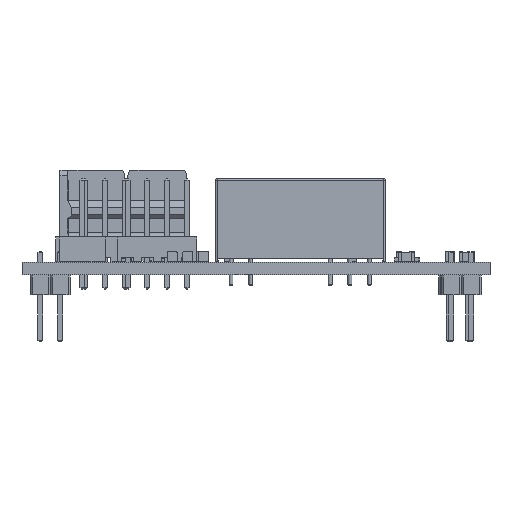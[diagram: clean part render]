
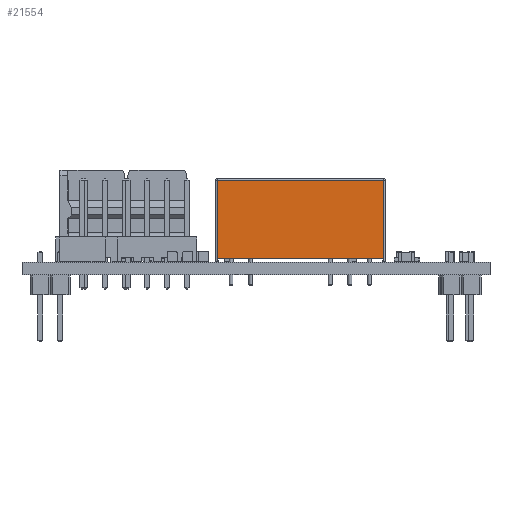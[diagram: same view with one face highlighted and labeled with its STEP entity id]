
A CAD part, front view. The second image highlights one B-rep face of the part: STEP entity #21554.
In plain terms, the highlighted face is planar.
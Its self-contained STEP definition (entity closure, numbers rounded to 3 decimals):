
#21176 = PLANE('',#21177);
#21177 = AXIS2_PLACEMENT_3D('',#21178,#21179,#21180);
#21178 = CARTESIAN_POINT('',(-0.9,-8.89,0.39));
#21179 = DIRECTION('',(0.,0.,-1.));
#21180 = DIRECTION('',(-1.,0.,0.));
#21246 = EDGE_CURVE('',#21247,#21249,#21251,.T.);
#21247 = VERTEX_POINT('',#21248);
#21248 = CARTESIAN_POINT('',(-6.,-19.435,0.39));
#21249 = VERTEX_POINT('',#21250);
#21250 = CARTESIAN_POINT('',(-6.,1.655,0.39));
#21251 = SURFACE_CURVE('',#21252,(#21256,#21263),.PCURVE_S1.);
#21252 = LINE('',#21253,#21254);
#21253 = CARTESIAN_POINT('',(-6.,-19.435,0.39));
#21254 = VECTOR('',#21255,1.);
#21255 = DIRECTION('',(0.,1.,0.));
#21256 = PCURVE('',#21176,#21257);
#21257 = DEFINITIONAL_REPRESENTATION('',(#21258),#21262);
#21258 = LINE('',#21259,#21260);
#21259 = CARTESIAN_POINT('',(5.1,-10.545));
#21260 = VECTOR('',#21261,1.);
#21261 = DIRECTION('',(0.,1.));
#21262 = ( GEOMETRIC_REPRESENTATION_CONTEXT(2) 
PARAMETRIC_REPRESENTATION_CONTEXT() REPRESENTATION_CONTEXT('2D SPACE',''
  ) );
#21263 = PCURVE('',#21264,#21269);
#21264 = PLANE('',#21265);
#21265 = AXIS2_PLACEMENT_3D('',#21266,#21267,#21268);
#21266 = CARTESIAN_POINT('',(-6.,-19.815,0.01));
#21267 = DIRECTION('',(-1.,0.,0.));
#21268 = DIRECTION('',(0.,1.,0.));
#21269 = DEFINITIONAL_REPRESENTATION('',(#21270),#21274);
#21270 = LINE('',#21271,#21272);
#21271 = CARTESIAN_POINT('',(0.38,-0.38));
#21272 = VECTOR('',#21273,1.);
#21273 = DIRECTION('',(1.,0.));
#21274 = ( GEOMETRIC_REPRESENTATION_CONTEXT(2) 
PARAMETRIC_REPRESENTATION_CONTEXT() REPRESENTATION_CONTEXT('2D SPACE',''
  ) );
#21292 = PLANE('',#21293);
#21293 = AXIS2_PLACEMENT_3D('',#21294,#21295,#21296);
#21294 = CARTESIAN_POINT('',(-6.,1.655,0.01));
#21295 = DIRECTION('',(0.,1.,0.));
#21296 = DIRECTION('',(1.,0.,0.));
#21346 = PLANE('',#21347);
#21347 = AXIS2_PLACEMENT_3D('',#21348,#21349,#21350);
#21348 = CARTESIAN_POINT('',(4.2,-19.435,0.01));
#21349 = DIRECTION('',(0.,-1.,0.));
#21350 = DIRECTION('',(-1.,0.,0.));
#21554 = ADVANCED_FACE('',(#21555),#21264,.T.);
#21555 = FACE_BOUND('',#21556,.T.);
#21556 = EDGE_LOOP('',(#21557,#21587,#21615,#21636,#21637,#21660,#21688,
    #21716));
#21557 = ORIENTED_EDGE('',*,*,#21558,.F.);
#21558 = EDGE_CURVE('',#21559,#21561,#21563,.T.);
#21559 = VERTEX_POINT('',#21560);
#21560 = CARTESIAN_POINT('',(-6.,1.785,0.01));
#21561 = VERTEX_POINT('',#21562);
#21562 = CARTESIAN_POINT('',(-6.,1.785,10.41));
#21563 = SURFACE_CURVE('',#21564,(#21568,#21575),.PCURVE_S1.);
#21564 = LINE('',#21565,#21566);
#21565 = CARTESIAN_POINT('',(-6.,1.785,0.01));
#21566 = VECTOR('',#21567,1.);
#21567 = DIRECTION('',(0.,0.,1.));
#21568 = PCURVE('',#21264,#21569);
#21569 = DEFINITIONAL_REPRESENTATION('',(#21570),#21574);
#21570 = LINE('',#21571,#21572);
#21571 = CARTESIAN_POINT('',(21.6,0.));
#21572 = VECTOR('',#21573,1.);
#21573 = DIRECTION('',(0.,-1.));
#21574 = ( GEOMETRIC_REPRESENTATION_CONTEXT(2) 
PARAMETRIC_REPRESENTATION_CONTEXT() REPRESENTATION_CONTEXT('2D SPACE',''
  ) );
#21575 = PCURVE('',#21576,#21581);
#21576 = CYLINDRICAL_SURFACE('',#21577,0.25);
#21577 = AXIS2_PLACEMENT_3D('',#21578,#21579,#21580);
#21578 = CARTESIAN_POINT('',(-5.75,1.785,0.01));
#21579 = DIRECTION('',(0.,0.,1.));
#21580 = DIRECTION('',(-1.,0.,0.));
#21581 = DEFINITIONAL_REPRESENTATION('',(#21582),#21586);
#21582 = LINE('',#21583,#21584);
#21583 = CARTESIAN_POINT('',(6.283,0.));
#21584 = VECTOR('',#21585,1.);
#21585 = DIRECTION('',(0.,1.));
#21586 = ( GEOMETRIC_REPRESENTATION_CONTEXT(2) 
PARAMETRIC_REPRESENTATION_CONTEXT() REPRESENTATION_CONTEXT('2D SPACE',''
  ) );
#21587 = ORIENTED_EDGE('',*,*,#21588,.F.);
#21588 = EDGE_CURVE('',#21589,#21559,#21591,.T.);
#21589 = VERTEX_POINT('',#21590);
#21590 = CARTESIAN_POINT('',(-6.,1.655,0.01));
#21591 = SURFACE_CURVE('',#21592,(#21596,#21603),.PCURVE_S1.);
#21592 = LINE('',#21593,#21594);
#21593 = CARTESIAN_POINT('',(-6.,-19.815,0.01));
#21594 = VECTOR('',#21595,1.);
#21595 = DIRECTION('',(0.,1.,0.));
#21596 = PCURVE('',#21264,#21597);
#21597 = DEFINITIONAL_REPRESENTATION('',(#21598),#21602);
#21598 = LINE('',#21599,#21600);
#21599 = CARTESIAN_POINT('',(0.,0.));
#21600 = VECTOR('',#21601,1.);
#21601 = DIRECTION('',(1.,0.));
#21602 = ( GEOMETRIC_REPRESENTATION_CONTEXT(2) 
PARAMETRIC_REPRESENTATION_CONTEXT() REPRESENTATION_CONTEXT('2D SPACE',''
  ) );
#21603 = PCURVE('',#21604,#21609);
#21604 = PLANE('',#21605);
#21605 = AXIS2_PLACEMENT_3D('',#21606,#21607,#21608);
#21606 = CARTESIAN_POINT('',(-1.4,-8.89,0.01));
#21607 = DIRECTION('',(0.,0.,-1.));
#21608 = DIRECTION('',(-1.,0.,0.));
#21609 = DEFINITIONAL_REPRESENTATION('',(#21610),#21614);
#21610 = LINE('',#21611,#21612);
#21611 = CARTESIAN_POINT('',(4.6,-10.925));
#21612 = VECTOR('',#21613,1.);
#21613 = DIRECTION('',(0.,1.));
#21614 = ( GEOMETRIC_REPRESENTATION_CONTEXT(2) 
PARAMETRIC_REPRESENTATION_CONTEXT() REPRESENTATION_CONTEXT('2D SPACE',''
  ) );
#21615 = ORIENTED_EDGE('',*,*,#21616,.T.);
#21616 = EDGE_CURVE('',#21589,#21249,#21617,.T.);
#21617 = SURFACE_CURVE('',#21618,(#21622,#21629),.PCURVE_S1.);
#21618 = LINE('',#21619,#21620);
#21619 = CARTESIAN_POINT('',(-6.,1.655,0.01));
#21620 = VECTOR('',#21621,1.);
#21621 = DIRECTION('',(0.,0.,1.));
#21622 = PCURVE('',#21264,#21623);
#21623 = DEFINITIONAL_REPRESENTATION('',(#21624),#21628);
#21624 = LINE('',#21625,#21626);
#21625 = CARTESIAN_POINT('',(21.47,0.));
#21626 = VECTOR('',#21627,1.);
#21627 = DIRECTION('',(0.,-1.));
#21628 = ( GEOMETRIC_REPRESENTATION_CONTEXT(2) 
PARAMETRIC_REPRESENTATION_CONTEXT() REPRESENTATION_CONTEXT('2D SPACE',''
  ) );
#21629 = PCURVE('',#21292,#21630);
#21630 = DEFINITIONAL_REPRESENTATION('',(#21631),#21635);
#21631 = LINE('',#21632,#21633);
#21632 = CARTESIAN_POINT('',(0.,0.));
#21633 = VECTOR('',#21634,1.);
#21634 = DIRECTION('',(0.,-1.));
#21635 = ( GEOMETRIC_REPRESENTATION_CONTEXT(2) 
PARAMETRIC_REPRESENTATION_CONTEXT() REPRESENTATION_CONTEXT('2D SPACE',''
  ) );
#21636 = ORIENTED_EDGE('',*,*,#21246,.F.);
#21637 = ORIENTED_EDGE('',*,*,#21638,.F.);
#21638 = EDGE_CURVE('',#21639,#21247,#21641,.T.);
#21639 = VERTEX_POINT('',#21640);
#21640 = CARTESIAN_POINT('',(-6.,-19.435,0.01));
#21641 = SURFACE_CURVE('',#21642,(#21646,#21653),.PCURVE_S1.);
#21642 = LINE('',#21643,#21644);
#21643 = CARTESIAN_POINT('',(-6.,-19.435,0.01));
#21644 = VECTOR('',#21645,1.);
#21645 = DIRECTION('',(0.,0.,1.));
#21646 = PCURVE('',#21264,#21647);
#21647 = DEFINITIONAL_REPRESENTATION('',(#21648),#21652);
#21648 = LINE('',#21649,#21650);
#21649 = CARTESIAN_POINT('',(0.38,0.));
#21650 = VECTOR('',#21651,1.);
#21651 = DIRECTION('',(0.,-1.));
#21652 = ( GEOMETRIC_REPRESENTATION_CONTEXT(2) 
PARAMETRIC_REPRESENTATION_CONTEXT() REPRESENTATION_CONTEXT('2D SPACE',''
  ) );
#21653 = PCURVE('',#21346,#21654);
#21654 = DEFINITIONAL_REPRESENTATION('',(#21655),#21659);
#21655 = LINE('',#21656,#21657);
#21656 = CARTESIAN_POINT('',(10.2,0.));
#21657 = VECTOR('',#21658,1.);
#21658 = DIRECTION('',(0.,-1.));
#21659 = ( GEOMETRIC_REPRESENTATION_CONTEXT(2) 
PARAMETRIC_REPRESENTATION_CONTEXT() REPRESENTATION_CONTEXT('2D SPACE',''
  ) );
#21660 = ORIENTED_EDGE('',*,*,#21661,.F.);
#21661 = EDGE_CURVE('',#21662,#21639,#21664,.T.);
#21662 = VERTEX_POINT('',#21663);
#21663 = CARTESIAN_POINT('',(-6.,-19.565,0.01));
#21664 = SURFACE_CURVE('',#21665,(#21669,#21676),.PCURVE_S1.);
#21665 = LINE('',#21666,#21667);
#21666 = CARTESIAN_POINT('',(-6.,-19.815,0.01));
#21667 = VECTOR('',#21668,1.);
#21668 = DIRECTION('',(0.,1.,0.));
#21669 = PCURVE('',#21264,#21670);
#21670 = DEFINITIONAL_REPRESENTATION('',(#21671),#21675);
#21671 = LINE('',#21672,#21673);
#21672 = CARTESIAN_POINT('',(0.,0.));
#21673 = VECTOR('',#21674,1.);
#21674 = DIRECTION('',(1.,0.));
#21675 = ( GEOMETRIC_REPRESENTATION_CONTEXT(2) 
PARAMETRIC_REPRESENTATION_CONTEXT() REPRESENTATION_CONTEXT('2D SPACE',''
  ) );
#21676 = PCURVE('',#21677,#21682);
#21677 = PLANE('',#21678);
#21678 = AXIS2_PLACEMENT_3D('',#21679,#21680,#21681);
#21679 = CARTESIAN_POINT('',(-1.4,-8.89,0.01));
#21680 = DIRECTION('',(0.,0.,-1.));
#21681 = DIRECTION('',(-1.,0.,0.));
#21682 = DEFINITIONAL_REPRESENTATION('',(#21683),#21687);
#21683 = LINE('',#21684,#21685);
#21684 = CARTESIAN_POINT('',(4.6,-10.925));
#21685 = VECTOR('',#21686,1.);
#21686 = DIRECTION('',(0.,1.));
#21687 = ( GEOMETRIC_REPRESENTATION_CONTEXT(2) 
PARAMETRIC_REPRESENTATION_CONTEXT() REPRESENTATION_CONTEXT('2D SPACE',''
  ) );
#21688 = ORIENTED_EDGE('',*,*,#21689,.T.);
#21689 = EDGE_CURVE('',#21662,#21690,#21692,.T.);
#21690 = VERTEX_POINT('',#21691);
#21691 = CARTESIAN_POINT('',(-6.,-19.565,10.41));
#21692 = SURFACE_CURVE('',#21693,(#21697,#21704),.PCURVE_S1.);
#21693 = LINE('',#21694,#21695);
#21694 = CARTESIAN_POINT('',(-6.,-19.565,0.01));
#21695 = VECTOR('',#21696,1.);
#21696 = DIRECTION('',(0.,0.,1.));
#21697 = PCURVE('',#21264,#21698);
#21698 = DEFINITIONAL_REPRESENTATION('',(#21699),#21703);
#21699 = LINE('',#21700,#21701);
#21700 = CARTESIAN_POINT('',(0.25,0.));
#21701 = VECTOR('',#21702,1.);
#21702 = DIRECTION('',(0.,-1.));
#21703 = ( GEOMETRIC_REPRESENTATION_CONTEXT(2) 
PARAMETRIC_REPRESENTATION_CONTEXT() REPRESENTATION_CONTEXT('2D SPACE',''
  ) );
#21704 = PCURVE('',#21705,#21710);
#21705 = CYLINDRICAL_SURFACE('',#21706,0.25);
#21706 = AXIS2_PLACEMENT_3D('',#21707,#21708,#21709);
#21707 = CARTESIAN_POINT('',(-5.75,-19.565,0.01));
#21708 = DIRECTION('',(0.,0.,1.));
#21709 = DIRECTION('',(-1.,0.,0.));
#21710 = DEFINITIONAL_REPRESENTATION('',(#21711),#21715);
#21711 = LINE('',#21712,#21713);
#21712 = CARTESIAN_POINT('',(0.,0.));
#21713 = VECTOR('',#21714,1.);
#21714 = DIRECTION('',(0.,1.));
#21715 = ( GEOMETRIC_REPRESENTATION_CONTEXT(2) 
PARAMETRIC_REPRESENTATION_CONTEXT() REPRESENTATION_CONTEXT('2D SPACE',''
  ) );
#21716 = ORIENTED_EDGE('',*,*,#21717,.T.);
#21717 = EDGE_CURVE('',#21690,#21561,#21718,.T.);
#21718 = SURFACE_CURVE('',#21719,(#21723,#21730),.PCURVE_S1.);
#21719 = LINE('',#21720,#21721);
#21720 = CARTESIAN_POINT('',(-6.,-19.565,10.41));
#21721 = VECTOR('',#21722,1.);
#21722 = DIRECTION('',(0.,1.,0.));
#21723 = PCURVE('',#21264,#21724);
#21724 = DEFINITIONAL_REPRESENTATION('',(#21725),#21729);
#21725 = LINE('',#21726,#21727);
#21726 = CARTESIAN_POINT('',(0.25,-10.4));
#21727 = VECTOR('',#21728,1.);
#21728 = DIRECTION('',(1.,0.));
#21729 = ( GEOMETRIC_REPRESENTATION_CONTEXT(2) 
PARAMETRIC_REPRESENTATION_CONTEXT() REPRESENTATION_CONTEXT('2D SPACE',''
  ) );
#21730 = PCURVE('',#21731,#21736);
#21731 = CYLINDRICAL_SURFACE('',#21732,0.25);
#21732 = AXIS2_PLACEMENT_3D('',#21733,#21734,#21735);
#21733 = CARTESIAN_POINT('',(-5.75,-19.565,10.41));
#21734 = DIRECTION('',(0.,1.,0.));
#21735 = DIRECTION('',(0.,0.,1.));
#21736 = DEFINITIONAL_REPRESENTATION('',(#21737),#21741);
#21737 = LINE('',#21738,#21739);
#21738 = CARTESIAN_POINT('',(4.712,0.));
#21739 = VECTOR('',#21740,1.);
#21740 = DIRECTION('',(0.,1.));
#21741 = ( GEOMETRIC_REPRESENTATION_CONTEXT(2) 
PARAMETRIC_REPRESENTATION_CONTEXT() REPRESENTATION_CONTEXT('2D SPACE',''
  ) );
